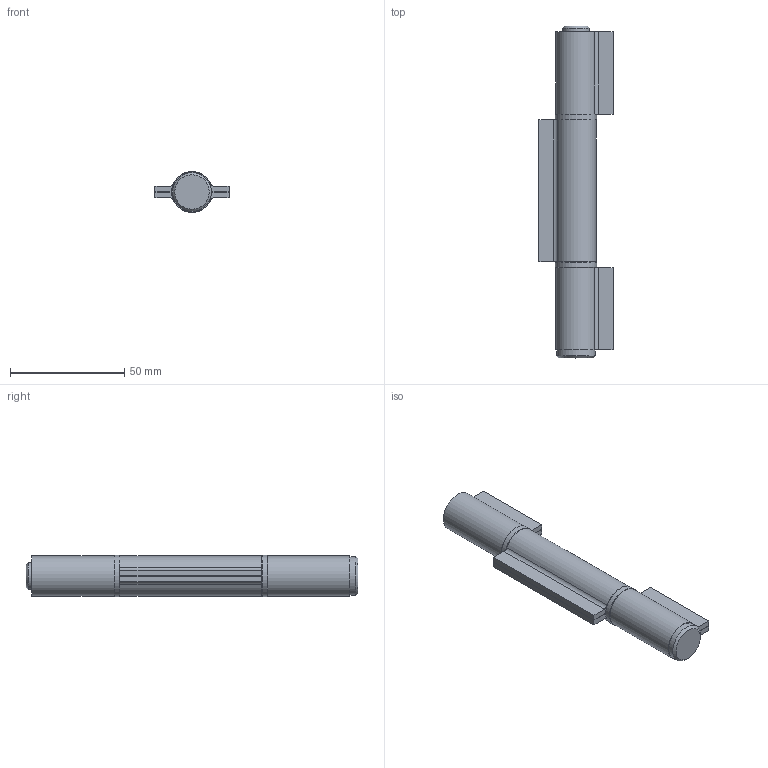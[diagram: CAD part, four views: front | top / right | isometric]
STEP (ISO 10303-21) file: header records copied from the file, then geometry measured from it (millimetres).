
FILE_DESCRIPTION (( 'STEP AP203' ), '1' );
FILE_NAME ('415-14.step', '2021-09-02T11:18:58', ( '' ), ( '' ), 'SwSTEP 2.0', 'SolidWorks 2018', '' );
FILE_SCHEMA (( 'CONFIG_CONTROL_DESIGN' ));
Length unit declared in the file: millimetre
Products named in the file (11): 415-xx Teil2; 415-xx Teil3_415-14 Teil3; 415-xx Teil1; 415-xx Teil4_415-14 Teil4; 415-xx Teil2_415-14 Teil2; 415-14; 415-xx Teil4; 415-xx Teil1_415-14 Teil1; 415-xx Teil3
Assembly tree (6 placements, depth 2):
  415-xx Teil2
  415-xx Teil1
  415-14
    415-xx Teil1_415-14 Teil1
    415-xx Teil2_415-14 Teil2  x2
    415-xx Teil4_415-14 Teil4  x2
    415-xx Teil3_415-14 Teil3
  415-xx Teil4
  415-xx Teil4
Bounding box: 32.4 x 145 x 18 mm (x, y, z)
Volume: 37126.7 mm3; surface area: 24769.1 mm2
Topology: 6 solids, 6 shells, 285 faces, 747 edges, 495 vertices
Faces by surface type: plane 155, bspline 76, cylinder 44, torus 8, cone 2
Full cylindrical faces by diameter (mm): 11.7 x1, 12 x2, 17 x1, 18 x2
Entity records: 11720 total; most frequent: CARTESIAN_POINT 4624, ORIENTED_EDGE 1372, DIRECTION 1062, EDGE_CURVE 686, VERTEX_POINT 462, LINE 364, VECTOR 364, AXIS2_PLACEMENT_3D 349
